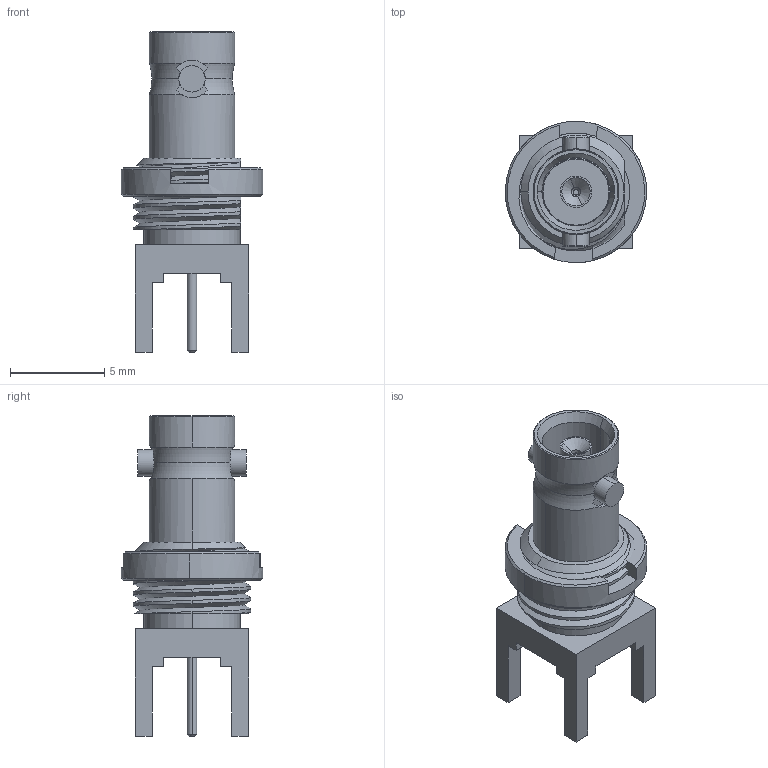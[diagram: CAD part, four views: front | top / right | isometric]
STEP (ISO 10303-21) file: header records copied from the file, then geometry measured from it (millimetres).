
FILE_DESCRIPTION (( 'STEP AP214' ), '1' );
FILE_NAME ('67-454-D66.STEP', '2020-06-09T11:27:52', ( '' ), ( '' ), 'SwSTEP 2.0', 'SolidWorks 2020', '' );
FILE_SCHEMA (( 'AUTOMOTIVE_DESIGN' ));
Length unit declared in the file: millimetre
Products named in the file (1): 67-454-D66
Bounding box: 7.5 x 7.5 x 17 mm (x, y, z)
Surface area: 561.3 mm2 (no closed solid volume)
Topology: 0 solids, 5 shells, 132 faces, 384 edges, 255 vertices
Faces by surface type: plane 53, cylinder 40, cone 18, bspline 15, torus 6
Entity records: 9410 total; most frequent: CARTESIAN_POINT 4725, ORIENTED_EDGE 715, DIRECTION 592, EDGE_CURVE 384, VERTEX_POINT 255, AXIS2_PLACEMENT_3D 213, VECTOR 166, LINE 166
